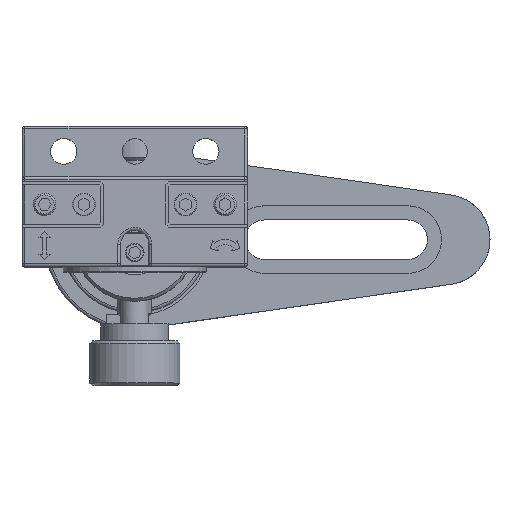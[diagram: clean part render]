
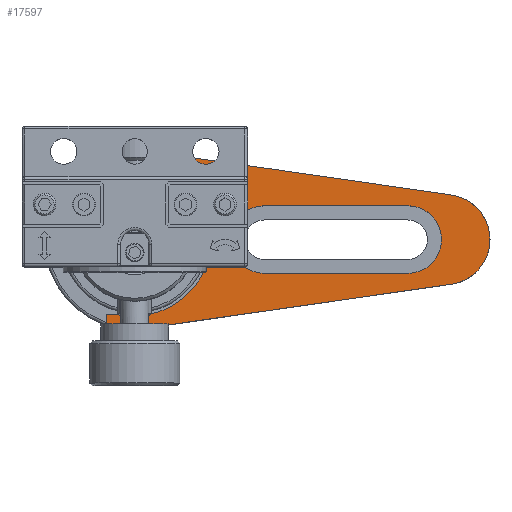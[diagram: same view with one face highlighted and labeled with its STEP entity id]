
A CAD part, top view. The second image highlights one B-rep face of the part: STEP entity #17597.
In plain terms, the highlighted planar face has unit normal (0, 0, 1).
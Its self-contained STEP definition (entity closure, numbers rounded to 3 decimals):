
#2049=LINE('',#32163,#3570);
#2065=LINE('',#32205,#3586);
#2072=LINE('',#32224,#3593);
#2074=LINE('',#32228,#3595);
#2078=LINE('',#32242,#3599);
#2082=LINE('',#32252,#3603);
#2086=LINE('',#32265,#3607);
#2087=LINE('',#32267,#3608);
#3570=VECTOR('',#24895,57.081);
#3586=VECTOR('',#24937,56.358);
#3593=VECTOR('',#24958,1.949);
#3595=VECTOR('',#24962,6.299);
#3599=VECTOR('',#24974,25.4);
#3603=VECTOR('',#24986,25.4);
#3607=VECTOR('',#25004,6.299);
#3608=VECTOR('',#25007,1.949);
#4047=FACE_BOUND('',#6252,.T.);
#5077=FACE_OUTER_BOUND('',#6251,.T.);
#6251=EDGE_LOOP('',(#16010,#16011,#16012,#16013,#16014,#16015,#16016,#16017,
#16018,#16019,#16020,#16021));
#6252=EDGE_LOOP('',(#16022,#16023,#16024,#16025));
#6951=CIRCLE('',#19747,8.);
#6957=CIRCLE('',#19758,13.5);
#6959=CIRCLE('',#19761,10.);
#6964=CIRCLE('',#19773,16.);
#6968=CIRCLE('',#19783,16.);
#6970=CIRCLE('',#19788,6.);
#6972=CIRCLE('',#19792,6.);
#6974=CIRCLE('',#19799,10.);
#8488=VERTEX_POINT('',#32095);
#8489=VERTEX_POINT('',#32097);
#8506=VERTEX_POINT('',#32139);
#8507=VERTEX_POINT('',#32141);
#8509=VERTEX_POINT('',#32147);
#8514=VERTEX_POINT('',#32162);
#8522=VERTEX_POINT('',#32188);
#8527=VERTEX_POINT('',#32203);
#8531=VERTEX_POINT('',#32218);
#8532=VERTEX_POINT('',#32222);
#8533=VERTEX_POINT('',#32226);
#8536=VERTEX_POINT('',#32233);
#8537=VERTEX_POINT('',#32235);
#8539=VERTEX_POINT('',#32241);
#8541=VERTEX_POINT('',#32247);
#8543=VERTEX_POINT('',#32263);
#10954=EDGE_CURVE('',#8489,#8488,#6951,.T.);
#10975=EDGE_CURVE('',#8507,#8506,#6957,.T.);
#10979=EDGE_CURVE('',#8509,#8506,#6959,.T.);
#10986=EDGE_CURVE('',#8514,#8489,#2049,.T.);
#10999=EDGE_CURVE('',#8522,#8514,#6964,.T.);
#11008=EDGE_CURVE('',#8488,#8527,#2065,.T.);
#11015=EDGE_CURVE('',#8527,#8531,#6968,.T.);
#11017=EDGE_CURVE('',#8532,#8531,#2072,.T.);
#11019=EDGE_CURVE('',#8532,#8533,#2074,.T.);
#11022=EDGE_CURVE('',#8537,#8536,#6970,.T.);
#11025=EDGE_CURVE('',#8539,#8537,#2078,.T.);
#11028=EDGE_CURVE('',#8541,#8539,#6972,.T.);
#11031=EDGE_CURVE('',#8536,#8541,#2082,.T.);
#11035=EDGE_CURVE('',#8507,#8533,#6974,.T.);
#11037=EDGE_CURVE('',#8509,#8543,#2086,.T.);
#11038=EDGE_CURVE('',#8522,#8543,#2087,.T.);
#16010=ORIENTED_EDGE('',*,*,#11037,.T.);
#16011=ORIENTED_EDGE('',*,*,#11038,.F.);
#16012=ORIENTED_EDGE('',*,*,#10999,.T.);
#16013=ORIENTED_EDGE('',*,*,#10986,.T.);
#16014=ORIENTED_EDGE('',*,*,#10954,.T.);
#16015=ORIENTED_EDGE('',*,*,#11008,.T.);
#16016=ORIENTED_EDGE('',*,*,#11015,.T.);
#16017=ORIENTED_EDGE('',*,*,#11017,.F.);
#16018=ORIENTED_EDGE('',*,*,#11019,.T.);
#16019=ORIENTED_EDGE('',*,*,#11035,.F.);
#16020=ORIENTED_EDGE('',*,*,#10975,.T.);
#16021=ORIENTED_EDGE('',*,*,#10979,.F.);
#16022=ORIENTED_EDGE('',*,*,#11022,.T.);
#16023=ORIENTED_EDGE('',*,*,#11031,.T.);
#16024=ORIENTED_EDGE('',*,*,#11028,.T.);
#16025=ORIENTED_EDGE('',*,*,#11025,.T.);
#16565=PLANE('',#19802);
#17597=ADVANCED_FACE('',(#5077,#4047),#16565,.T.);
#19747=AXIS2_PLACEMENT_3D('',#32098,#24837,#24838);
#19758=AXIS2_PLACEMENT_3D('',#32142,#24874,#24875);
#19761=AXIS2_PLACEMENT_3D('',#32149,#24882,#24883);
#19773=AXIS2_PLACEMENT_3D('',#32189,#24921,#24922);
#19783=AXIS2_PLACEMENT_3D('',#32220,#24953,#24954);
#19788=AXIS2_PLACEMENT_3D('',#32236,#24968,#24969);
#19792=AXIS2_PLACEMENT_3D('',#32248,#24980,#24981);
#19799=AXIS2_PLACEMENT_3D('',#32261,#24999,#25000);
#19802=AXIS2_PLACEMENT_3D('',#32268,#25008,#25009);
#24837=DIRECTION('center_axis',(0.,0.,1.));
#24838=DIRECTION('ref_axis',(0.187,-0.982,0.));
#24874=DIRECTION('center_axis',(0.,0.,-1.));
#24875=DIRECTION('ref_axis',(0.192,-0.981,0.));
#24882=DIRECTION('center_axis',(0.,0.,1.));
#24883=DIRECTION('ref_axis',(0.189,-0.982,0.));
#24895=DIRECTION('',(0.99,0.143,0.));
#24921=DIRECTION('center_axis',(0.,0.,1.));
#24922=DIRECTION('ref_axis',(0.313,0.95,0.));
#24937=DIRECTION('',(-0.99,0.143,0.));
#24953=DIRECTION('center_axis',(0.,0.,1.));
#24954=DIRECTION('ref_axis',(0.,-1.,0.));
#24958=DIRECTION('',(0.,1.,0.));
#24962=DIRECTION('',(1.,0.,0.));
#24968=DIRECTION('center_axis',(0.,0.,-1.));
#24969=DIRECTION('ref_axis',(0.,1.,0.));
#24974=DIRECTION('',(1.,0.,0.));
#24980=DIRECTION('center_axis',(0.,0.,-1.));
#24981=DIRECTION('ref_axis',(0.,-1.,0.));
#24986=DIRECTION('',(-1.,0.,0.));
#24999=DIRECTION('center_axis',(0.,0.,1.));
#25000=DIRECTION('ref_axis',(0.189,0.982,0.));
#25004=DIRECTION('',(-1.,0.,0.));
#25007=DIRECTION('',(0.,1.,0.));
#25008=DIRECTION('center_axis',(0.,0.,1.));
#25009=DIRECTION('ref_axis',(1.,0.,0.));
#32095=CARTESIAN_POINT('',(55.782,7.962,11.5));
#32097=CARTESIAN_POINT('',(56.498,-7.859,11.5));
#32098=CARTESIAN_POINT('Origin',(55.,0.,11.5));
#32139=CARTESIAN_POINT('',(5.011,-12.536,11.5));
#32141=CARTESIAN_POINT('',(5.011,12.536,11.5));
#32142=CARTESIAN_POINT('Origin',(0.,0.,11.5));
#32147=CARTESIAN_POINT('',(1.299,-13.25,11.5));
#32149=CARTESIAN_POINT('Origin',(1.299,-3.25,11.5));
#32162=CARTESIAN_POINT('',(0.,-16.,11.5));
#32163=CARTESIAN_POINT('',(0.,-16.,11.5));
#32188=CARTESIAN_POINT('',(-5.,-15.199,11.5));
#32189=CARTESIAN_POINT('Origin',(0.,0.,11.5));
#32203=CARTESIAN_POINT('',(0.,16.,11.5));
#32205=CARTESIAN_POINT('',(55.782,7.962,11.5));
#32218=CARTESIAN_POINT('',(-5.,15.199,11.5));
#32220=CARTESIAN_POINT('Origin',(0.,0.,11.5));
#32222=CARTESIAN_POINT('',(-5.,13.25,11.5));
#32224=CARTESIAN_POINT('',(-5.,13.25,11.5));
#32226=CARTESIAN_POINT('',(1.299,13.25,11.5));
#32228=CARTESIAN_POINT('',(-5.,13.25,11.5));
#32233=CARTESIAN_POINT('',(48.4,-6.,11.5));
#32235=CARTESIAN_POINT('',(48.4,6.,11.5));
#32236=CARTESIAN_POINT('Origin',(48.4,0.,11.5));
#32241=CARTESIAN_POINT('',(23.,6.,11.5));
#32242=CARTESIAN_POINT('',(23.,6.,11.5));
#32247=CARTESIAN_POINT('',(23.,-6.,11.5));
#32248=CARTESIAN_POINT('Origin',(23.,0.,11.5));
#32252=CARTESIAN_POINT('',(48.4,-6.,11.5));
#32261=CARTESIAN_POINT('Origin',(1.299,3.25,11.5));
#32263=CARTESIAN_POINT('',(-5.,-13.25,11.5));
#32265=CARTESIAN_POINT('',(1.299,-13.25,11.5));
#32267=CARTESIAN_POINT('',(-5.,-15.199,11.5));
#32268=CARTESIAN_POINT('Origin',(29.,0.,11.5));
